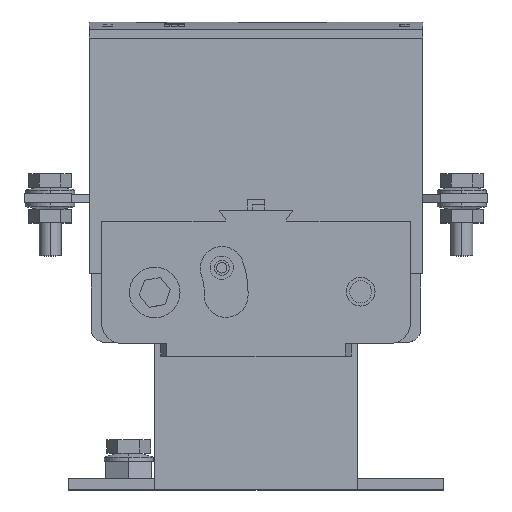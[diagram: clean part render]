
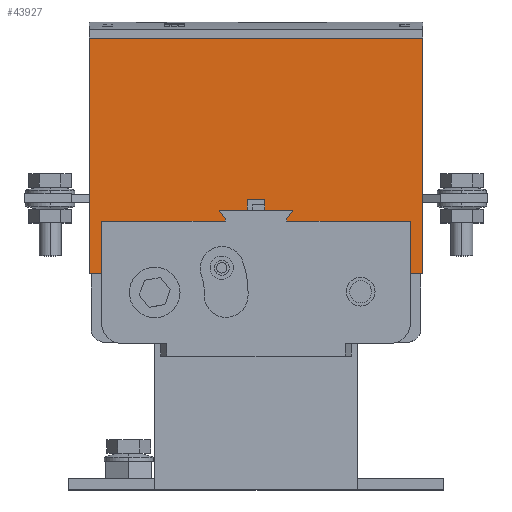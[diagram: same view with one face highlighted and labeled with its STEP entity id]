
A CAD part, top view. The second image highlights one B-rep face of the part: STEP entity #43927.
In plain terms, the highlighted planar face has unit normal (0, 0, 1).
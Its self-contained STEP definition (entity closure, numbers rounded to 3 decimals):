
#283 = LINE ( 'NONE', #8941, #30907 ) ;
#575 = DIRECTION ( 'NONE',  ( 0., -1., 0. ) ) ;
#1379 = ORIENTED_EDGE ( 'NONE', *, *, #39170, .F. ) ;
#1594 = VERTEX_POINT ( 'NONE', #40363 ) ;
#2203 = CARTESIAN_POINT ( 'NONE',  ( -13.5, 102., 51. ) ) ;
#2686 = DIRECTION ( 'NONE',  ( 1., 0., 0. ) ) ;
#2718 = ORIENTED_EDGE ( 'NONE', *, *, #39025, .F. ) ;
#2796 = VECTOR ( 'NONE', #36186, 1000. ) ;
#2862 = VERTEX_POINT ( 'NONE', #22168 ) ;
#3451 = VERTEX_POINT ( 'NONE', #15373 ) ;
#3462 = CARTESIAN_POINT ( 'NONE',  ( 56.5, 98., 51. ) ) ;
#3794 = VERTEX_POINT ( 'NONE', #30891 ) ;
#3826 = FACE_OUTER_BOUND ( 'NONE', #10578, .T. ) ;
#4091 = VECTOR ( 'NONE', #2686, 1000. ) ;
#5136 = CARTESIAN_POINT ( 'NONE',  ( -56.5, 98., 51. ) ) ;
#5527 = LINE ( 'NONE', #16191, #26365 ) ;
#6832 = LINE ( 'NONE', #40878, #28973 ) ;
#7589 = AXIS2_PLACEMENT_3D ( 'NONE', #46327, #50696, #25529 ) ;
#7713 = LINE ( 'NONE', #47659, #39665 ) ;
#7741 = CARTESIAN_POINT ( 'NONE',  ( 0., 165., 51. ) ) ;
#8480 = CARTESIAN_POINT ( 'NONE',  ( -11.25, 0., 51. ) ) ;
#8566 = ORIENTED_EDGE ( 'NONE', *, *, #51074, .T. ) ;
#8874 = CARTESIAN_POINT ( 'NONE',  ( 11.25, 0., 51. ) ) ;
#8941 = CARTESIAN_POINT ( 'NONE',  ( 0., 79., 51. ) ) ;
#9725 = CARTESIAN_POINT ( 'NONE',  ( -11.25, 98., 51. ) ) ;
#9832 = ORIENTED_EDGE ( 'NONE', *, *, #39178, .F. ) ;
#9908 = CARTESIAN_POINT ( 'NONE',  ( 61., 79., 51. ) ) ;
#10046 = VECTOR ( 'NONE', #575, 1000. ) ;
#10578 = EDGE_LOOP ( 'NONE', ( #22851, #9832, #1379, #14391, #8566, #45107, #46445, #50523, #53218, #16396, #49867, #2718, #43838, #20333 ) ) ;
#11539 = VECTOR ( 'NONE', #34759, 1000. ) ;
#11654 = CARTESIAN_POINT ( 'NONE',  ( 11.25, 98., 51. ) ) ;
#11677 = CARTESIAN_POINT ( 'NONE',  ( 0., 79., 51. ) ) ;
#11899 = CARTESIAN_POINT ( 'NONE',  ( -56.5, 98., 51. ) ) ;
#12030 = DIRECTION ( 'NONE',  ( 0., -1., 0. ) ) ;
#12571 = PLANE ( 'NONE',  #7589 ) ;
#13251 = VERTEX_POINT ( 'NONE', #48496 ) ;
#13696 = CARTESIAN_POINT ( 'NONE',  ( -11.25, 99., 51. ) ) ;
#14391 = ORIENTED_EDGE ( 'NONE', *, *, #39978, .T. ) ;
#15373 = CARTESIAN_POINT ( 'NONE',  ( 13.5, 102., 51. ) ) ;
#15838 = DIRECTION ( 'NONE',  ( 0., 1., 0. ) ) ;
#16191 = CARTESIAN_POINT ( 'NONE',  ( 56.5, 98., 51. ) ) ;
#16396 = ORIENTED_EDGE ( 'NONE', *, *, #39250, .T. ) ;
#17143 = VECTOR ( 'NONE', #30068, 1000. ) ;
#17529 = LINE ( 'NONE', #8480, #29945 ) ;
#17750 = LINE ( 'NONE', #40244, #4091 ) ;
#17856 = LINE ( 'NONE', #11677, #38761 ) ;
#18826 = VECTOR ( 'NONE', #45230, 1000. ) ;
#19454 = VECTOR ( 'NONE', #39415, 1000. ) ;
#20123 = CARTESIAN_POINT ( 'NONE',  ( -56.5, 79., 51. ) ) ;
#20246 = LINE ( 'NONE', #7741, #42486 ) ;
#20333 = ORIENTED_EDGE ( 'NONE', *, *, #50232, .F. ) ;
#21898 = VERTEX_POINT ( 'NONE', #9908 ) ;
#22168 = CARTESIAN_POINT ( 'NONE',  ( -61., 165., 51. ) ) ;
#22434 = LINE ( 'NONE', #50678, #10046 ) ;
#22851 = ORIENTED_EDGE ( 'NONE', *, *, #39991, .F. ) ;
#25529 = DIRECTION ( 'NONE',  ( -1., 0., 0. ) ) ;
#26365 = VECTOR ( 'NONE', #12030, 1000. ) ;
#28290 = LINE ( 'NONE', #5136, #17143 ) ;
#28496 = DIRECTION ( 'NONE',  ( 1., 0., 0. ) ) ;
#28973 = VECTOR ( 'NONE', #15838, 1000. ) ;
#29656 = VERTEX_POINT ( 'NONE', #13696 ) ;
#29945 = VECTOR ( 'NONE', #41836, 1000. ) ;
#30068 = DIRECTION ( 'NONE',  ( 1., 0., 0. ) ) ;
#30891 = CARTESIAN_POINT ( 'NONE',  ( 61., 165., 51. ) ) ;
#30907 = VECTOR ( 'NONE', #46311, 1000. ) ;
#34640 = CARTESIAN_POINT ( 'NONE',  ( 0., 102., 51. ) ) ;
#34759 = DIRECTION ( 'NONE',  ( 0., 1., 0. ) ) ;
#36056 = VERTEX_POINT ( 'NONE', #11654 ) ;
#36186 = DIRECTION ( 'NONE',  ( 0., 1., 0. ) ) ;
#36628 = DIRECTION ( 'NONE',  ( -1., 0., 0. ) ) ;
#36921 = VERTEX_POINT ( 'NONE', #11899 ) ;
#37017 = VERTEX_POINT ( 'NONE', #39081 ) ;
#38761 = VECTOR ( 'NONE', #36628, 1000. ) ;
#39020 = EDGE_CURVE ( 'NONE', #21898, #3794, #6832, .T. ) ;
#39025 = EDGE_CURVE ( 'NONE', #21898, #13251, #17856, .T. ) ;
#39081 = CARTESIAN_POINT ( 'NONE',  ( -61., 79., 51. ) ) ;
#39090 = EDGE_CURVE ( 'NONE', #41400, #13251, #5527, .T. ) ;
#39170 = EDGE_CURVE ( 'NONE', #36921, #53985, #22434, .T. ) ;
#39178 = EDGE_CURVE ( 'NONE', #53985, #37017, #283, .T. ) ;
#39250 = EDGE_CURVE ( 'NONE', #36056, #41400, #28290, .T. ) ;
#39415 = DIRECTION ( 'NONE',  ( 1., 0., 0. ) ) ;
#39665 = VECTOR ( 'NONE', #51998, 1000. ) ;
#39978 = EDGE_CURVE ( 'NONE', #36921, #49217, #17750, .T. ) ;
#39991 = EDGE_CURVE ( 'NONE', #37017, #2862, #47204, .T. ) ;
#40244 = CARTESIAN_POINT ( 'NONE',  ( -56.5, 98., 51. ) ) ;
#40363 = CARTESIAN_POINT ( 'NONE',  ( 11.25, 99., 51. ) ) ;
#40878 = CARTESIAN_POINT ( 'NONE',  ( 61., 0., 51. ) ) ;
#41013 = LINE ( 'NONE', #41056, #18826 ) ;
#41056 = CARTESIAN_POINT ( 'NONE',  ( 40.32, 30.24, 51. ) ) ;
#41400 = VERTEX_POINT ( 'NONE', #3462 ) ;
#41633 = LINE ( 'NONE', #34640, #19454 ) ;
#41836 = DIRECTION ( 'NONE',  ( 0., 1., 0. ) ) ;
#42486 = VECTOR ( 'NONE', #28496, 1000. ) ;
#43838 = ORIENTED_EDGE ( 'NONE', *, *, #39020, .T. ) ;
#43927 = ADVANCED_FACE ( 'NONE', ( #3826 ), #12571, .F. ) ;
#44806 = LINE ( 'NONE', #8874, #11539 ) ;
#45107 = ORIENTED_EDGE ( 'NONE', *, *, #51431, .T. ) ;
#45230 = DIRECTION ( 'NONE',  ( -0.6, 0.8, 0. ) ) ;
#46311 = DIRECTION ( 'NONE',  ( -1., 0., 0. ) ) ;
#46327 = CARTESIAN_POINT ( 'NONE',  ( 56.5, 60.9, 51. ) ) ;
#46445 = ORIENTED_EDGE ( 'NONE', *, *, #51604, .T. ) ;
#47204 = LINE ( 'NONE', #53055, #2796 ) ;
#47659 = CARTESIAN_POINT ( 'NONE',  ( -40.32, 30.24, 51. ) ) ;
#48496 = CARTESIAN_POINT ( 'NONE',  ( 56.5, 79., 51. ) ) ;
#49217 = VERTEX_POINT ( 'NONE', #9725 ) ;
#49867 = ORIENTED_EDGE ( 'NONE', *, *, #39090, .T. ) ;
#50232 = EDGE_CURVE ( 'NONE', #2862, #3794, #20246, .T. ) ;
#50523 = ORIENTED_EDGE ( 'NONE', *, *, #51830, .F. ) ;
#50678 = CARTESIAN_POINT ( 'NONE',  ( -56.5, 98., 51. ) ) ;
#50696 = DIRECTION ( 'NONE',  ( 0., 0., -1. ) ) ;
#51074 = EDGE_CURVE ( 'NONE', #49217, #29656, #17529, .T. ) ;
#51431 = EDGE_CURVE ( 'NONE', #29656, #51870, #41013, .T. ) ;
#51604 = EDGE_CURVE ( 'NONE', #51870, #3451, #41633, .T. ) ;
#51830 = EDGE_CURVE ( 'NONE', #1594, #3451, #7713, .T. ) ;
#51870 = VERTEX_POINT ( 'NONE', #2203 ) ;
#51998 = DIRECTION ( 'NONE',  ( 0.6, 0.8, 0. ) ) ;
#52102 = EDGE_CURVE ( 'NONE', #36056, #1594, #44806, .T. ) ;
#53055 = CARTESIAN_POINT ( 'NONE',  ( -61., 0., 51. ) ) ;
#53218 = ORIENTED_EDGE ( 'NONE', *, *, #52102, .F. ) ;
#53985 = VERTEX_POINT ( 'NONE', #20123 ) ;
